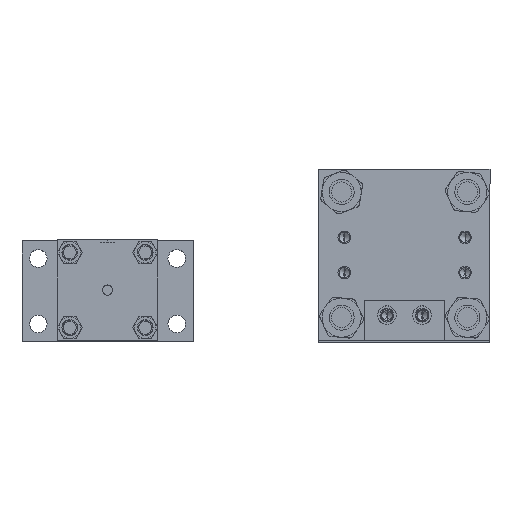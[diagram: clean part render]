
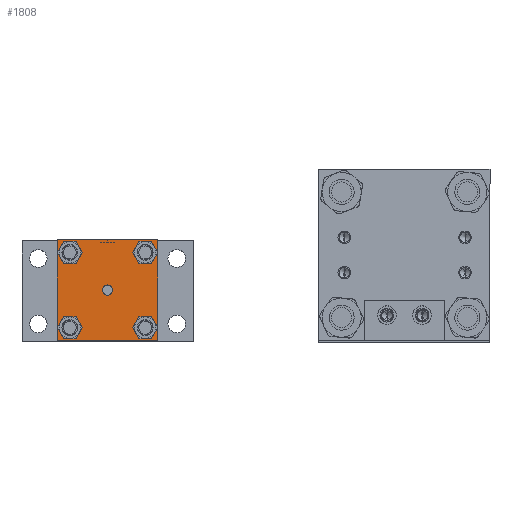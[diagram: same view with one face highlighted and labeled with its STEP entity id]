
A CAD part, top view. The second image highlights one B-rep face of the part: STEP entity #1808.
In plain terms, the highlighted planar face has unit normal (0, 0, 1).
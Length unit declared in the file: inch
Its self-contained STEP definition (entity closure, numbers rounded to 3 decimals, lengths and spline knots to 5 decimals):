
#134 = CARTESIAN_POINT ( 'NONE',  ( 5.15246, 9.26306, 0.5 ) ) ;
#390 = ORIENTED_EDGE ( 'NONE', *, *, #2071, .F. ) ;
#651 = ORIENTED_EDGE ( 'NONE', *, *, #4322, .T. ) ;
#842 = CARTESIAN_POINT ( 'NONE',  ( 4.96446, 7.39306, 0.5 ) ) ;
#863 = VECTOR ( 'NONE', #9356, 39.37008 ) ;
#876 = LINE ( 'NONE', #15443, #7702 ) ;
#963 = EDGE_LOOP ( 'NONE', ( #13981, #1349 ) ) ;
#1116 = CARTESIAN_POINT ( 'NONE',  ( 5.15246, 7.39306, 0.5 ) ) ;
#1335 = EDGE_CURVE ( 'NONE', #10670, #3968, #7769, .T. ) ;
#1349 = ORIENTED_EDGE ( 'NONE', *, *, #1595, .F. ) ;
#1563 = ORIENTED_EDGE ( 'NONE', *, *, #9663, .F. ) ;
#1595 = EDGE_CURVE ( 'NONE', #7305, #9094, #7192, .T. ) ;
#1613 = LINE ( 'NONE', #1692, #6906 ) ;
#1692 = CARTESIAN_POINT ( 'NONE',  ( 5.89946, 7.07806, 0.5 ) ) ;
#1720 = CARTESIAN_POINT ( 'NONE',  ( 6.83446, 9.26306, 0.5 ) ) ;
#1751 = CARTESIAN_POINT ( 'NONE',  ( 7.14946, 7.07806, 0.5 ) ) ;
#1808 = ADVANCED_FACE ( 'NONE', ( #12350, #12920, #14812, #7950, #7579, #6827 ), #13692, .T. ) ;
#1863 = CARTESIAN_POINT ( 'NONE',  ( 4.77646, 7.39306, 0.5 ) ) ;
#1927 = AXIS2_PLACEMENT_3D ( 'NONE', #12775, #5511, #6708 ) ;
#2071 = EDGE_CURVE ( 'NONE', #14882, #10666, #7179, .T. ) ;
#2165 = CARTESIAN_POINT ( 'NONE',  ( 7.02246, 7.39306, 0.5 ) ) ;
#2354 = CARTESIAN_POINT ( 'NONE',  ( 5.77291, 8.32806, 0.5 ) ) ;
#2766 = ORIENTED_EDGE ( 'NONE', *, *, #13345, .F. ) ;
#2927 = EDGE_CURVE ( 'NONE', #9094, #7305, #14565, .T. ) ;
#3132 = DIRECTION ( 'NONE',  ( 0., 0., 1. ) ) ;
#3292 = CIRCLE ( 'NONE', #3830, 0.188 ) ;
#3374 = CARTESIAN_POINT ( 'NONE',  ( 5.89946, 9.57806, 0.5 ) ) ;
#3830 = AXIS2_PLACEMENT_3D ( 'NONE', #10737, #5906, #8464 ) ;
#3912 = LINE ( 'NONE', #3374, #863 ) ;
#3968 = VERTEX_POINT ( 'NONE', #6179 ) ;
#3971 = CARTESIAN_POINT ( 'NONE',  ( 6.83446, 9.26306, 0.5 ) ) ;
#4003 = DIRECTION ( 'NONE',  ( 1., 0., 0. ) ) ;
#4163 = AXIS2_PLACEMENT_3D ( 'NONE', #1720, #15025, #4003 ) ;
#4322 = EDGE_CURVE ( 'NONE', #11896, #4708, #876, .T. ) ;
#4437 = DIRECTION ( 'NONE',  ( 0., -1., 0. ) ) ;
#4466 = AXIS2_PLACEMENT_3D ( 'NONE', #7638, #15086, #12652 ) ;
#4498 = VERTEX_POINT ( 'NONE', #1751 ) ;
#4617 = ORIENTED_EDGE ( 'NONE', *, *, #1335, .F. ) ;
#4626 = CIRCLE ( 'NONE', #14921, 0.188 ) ;
#4686 = VERTEX_POINT ( 'NONE', #11754 ) ;
#4708 = VERTEX_POINT ( 'NONE', #12989 ) ;
#4879 = VERTEX_POINT ( 'NONE', #134 ) ;
#5160 = DIRECTION ( 'NONE',  ( 1., 0., 0. ) ) ;
#5273 = CARTESIAN_POINT ( 'NONE',  ( 7.14946, 9.57806, 0.5 ) ) ;
#5511 = DIRECTION ( 'NONE',  ( 0., 0., 1. ) ) ;
#5634 = DIRECTION ( 'NONE',  ( 0., 0., 1. ) ) ;
#5906 = DIRECTION ( 'NONE',  ( 0., 0., 1. ) ) ;
#6000 = ORIENTED_EDGE ( 'NONE', *, *, #12867, .F. ) ;
#6059 = DIRECTION ( 'NONE',  ( 0., 0., 1. ) ) ;
#6116 = EDGE_CURVE ( 'NONE', #14260, #4498, #13655, .T. ) ;
#6179 = CARTESIAN_POINT ( 'NONE',  ( 7.02246, 9.26306, 0.5 ) ) ;
#6392 = AXIS2_PLACEMENT_3D ( 'NONE', #9304, #8155, #12977 ) ;
#6425 = CARTESIAN_POINT ( 'NONE',  ( 6.64646, 7.39306, 0.5 ) ) ;
#6511 = CARTESIAN_POINT ( 'NONE',  ( 7.14946, 5.57249, 0.5 ) ) ;
#6708 = DIRECTION ( 'NONE',  ( 1., 0., 0. ) ) ;
#6827 = FACE_BOUND ( 'NONE', #15101, .T. ) ;
#6906 = VECTOR ( 'NONE', #14887, 39.37008 ) ;
#6917 = EDGE_CURVE ( 'NONE', #11896, #14260, #3912, .T. ) ;
#7031 = VERTEX_POINT ( 'NONE', #2354 ) ;
#7179 = CIRCLE ( 'NONE', #10476, 0.188 ) ;
#7187 = CARTESIAN_POINT ( 'NONE',  ( 4.64946, 9.57806, 0.5 ) ) ;
#7192 = CIRCLE ( 'NONE', #6392, 0.188 ) ;
#7246 = CIRCLE ( 'NONE', #4163, 0.188 ) ;
#7305 = VERTEX_POINT ( 'NONE', #6425 ) ;
#7579 = FACE_OUTER_BOUND ( 'NONE', #12453, .T. ) ;
#7610 = DIRECTION ( 'NONE',  ( 1., 0., 0. ) ) ;
#7638 = CARTESIAN_POINT ( 'NONE',  ( 4.96446, 9.26306, 0.5 ) ) ;
#7702 = VECTOR ( 'NONE', #4437, 39.37008 ) ;
#7708 = DIRECTION ( 'NONE',  ( 0., -1., 0. ) ) ;
#7719 = EDGE_CURVE ( 'NONE', #12081, #7031, #14772, .T. ) ;
#7769 = CIRCLE ( 'NONE', #8474, 0.188 ) ;
#7950 = FACE_BOUND ( 'NONE', #13508, .T. ) ;
#8098 = VECTOR ( 'NONE', #7708, 39.37008 ) ;
#8155 = DIRECTION ( 'NONE',  ( 0., 0., 1. ) ) ;
#8228 = CIRCLE ( 'NONE', #1927, 0.12655 ) ;
#8464 = DIRECTION ( 'NONE',  ( 1., 0., 0. ) ) ;
#8474 = AXIS2_PLACEMENT_3D ( 'NONE', #3971, #14102, #9312 ) ;
#8722 = DIRECTION ( 'NONE',  ( 0., 0., 1. ) ) ;
#8829 = CARTESIAN_POINT ( 'NONE',  ( 5.89946, 5.57249, 0.5 ) ) ;
#8897 = AXIS2_PLACEMENT_3D ( 'NONE', #15424, #5634, #11661 ) ;
#9094 = VERTEX_POINT ( 'NONE', #2165 ) ;
#9304 = CARTESIAN_POINT ( 'NONE',  ( 6.83446, 7.39306, 0.5 ) ) ;
#9312 = DIRECTION ( 'NONE',  ( 1., 0., 0. ) ) ;
#9356 = DIRECTION ( 'NONE',  ( 1., 0., 0. ) ) ;
#9643 = AXIS2_PLACEMENT_3D ( 'NONE', #8829, #8722, #7610 ) ;
#9663 = EDGE_CURVE ( 'NONE', #7031, #12081, #8228, .T. ) ;
#9826 = ORIENTED_EDGE ( 'NONE', *, *, #10446, .T. ) ;
#10011 = CARTESIAN_POINT ( 'NONE',  ( 6.02601, 8.32806, 0.5 ) ) ;
#10091 = CIRCLE ( 'NONE', #4466, 0.188 ) ;
#10446 = EDGE_CURVE ( 'NONE', #4708, #4498, #1613, .T. ) ;
#10476 = AXIS2_PLACEMENT_3D ( 'NONE', #842, #3132, #15260 ) ;
#10666 = VERTEX_POINT ( 'NONE', #1116 ) ;
#10670 = VERTEX_POINT ( 'NONE', #10979 ) ;
#10737 = CARTESIAN_POINT ( 'NONE',  ( 4.96446, 7.39306, 0.5 ) ) ;
#10979 = CARTESIAN_POINT ( 'NONE',  ( 6.64646, 9.26306, 0.5 ) ) ;
#11302 = EDGE_CURVE ( 'NONE', #4686, #4879, #4626, .T. ) ;
#11661 = DIRECTION ( 'NONE',  ( 1., 0., 0. ) ) ;
#11754 = CARTESIAN_POINT ( 'NONE',  ( 4.77646, 9.26306, 0.5 ) ) ;
#11896 = VERTEX_POINT ( 'NONE', #7187 ) ;
#12081 = VERTEX_POINT ( 'NONE', #10011 ) ;
#12259 = CARTESIAN_POINT ( 'NONE',  ( 6.83446, 7.39306, 0.5 ) ) ;
#12350 = FACE_BOUND ( 'NONE', #963, .T. ) ;
#12453 = EDGE_LOOP ( 'NONE', ( #13410, #651, #9826, #13096 ) ) ;
#12608 = EDGE_CURVE ( 'NONE', #10666, #14882, #3292, .T. ) ;
#12652 = DIRECTION ( 'NONE',  ( 1., 0., 0. ) ) ;
#12775 = CARTESIAN_POINT ( 'NONE',  ( 5.89946, 8.32806, 0.5 ) ) ;
#12867 = EDGE_CURVE ( 'NONE', #3968, #10670, #7246, .T. ) ;
#12920 = FACE_BOUND ( 'NONE', #15168, .T. ) ;
#12977 = DIRECTION ( 'NONE',  ( 1., 0., 0. ) ) ;
#12989 = CARTESIAN_POINT ( 'NONE',  ( 4.64946, 7.07806, 0.5 ) ) ;
#13096 = ORIENTED_EDGE ( 'NONE', *, *, #6116, .F. ) ;
#13329 = CARTESIAN_POINT ( 'NONE',  ( 4.96446, 9.26306, 0.5 ) ) ;
#13345 = EDGE_CURVE ( 'NONE', #4879, #4686, #10091, .T. ) ;
#13410 = ORIENTED_EDGE ( 'NONE', *, *, #6917, .F. ) ;
#13508 = EDGE_LOOP ( 'NONE', ( #14489, #390 ) ) ;
#13512 = EDGE_LOOP ( 'NONE', ( #2766, #15468 ) ) ;
#13594 = DIRECTION ( 'NONE',  ( 1., 0., 0. ) ) ;
#13655 = LINE ( 'NONE', #6511, #8098 ) ;
#13692 = PLANE ( 'NONE',  #9643 ) ;
#13981 = ORIENTED_EDGE ( 'NONE', *, *, #2927, .F. ) ;
#14102 = DIRECTION ( 'NONE',  ( 0., 0., 1. ) ) ;
#14260 = VERTEX_POINT ( 'NONE', #5273 ) ;
#14489 = ORIENTED_EDGE ( 'NONE', *, *, #12608, .F. ) ;
#14565 = CIRCLE ( 'NONE', #15546, 0.188 ) ;
#14595 = DIRECTION ( 'NONE',  ( 0., 0., 1. ) ) ;
#14772 = CIRCLE ( 'NONE', #8897, 0.12655 ) ;
#14812 = FACE_BOUND ( 'NONE', #13512, .T. ) ;
#14837 = ORIENTED_EDGE ( 'NONE', *, *, #7719, .F. ) ;
#14882 = VERTEX_POINT ( 'NONE', #1863 ) ;
#14887 = DIRECTION ( 'NONE',  ( 1., 0., 0. ) ) ;
#14921 = AXIS2_PLACEMENT_3D ( 'NONE', #13329, #6059, #13594 ) ;
#15025 = DIRECTION ( 'NONE',  ( 0., 0., 1. ) ) ;
#15086 = DIRECTION ( 'NONE',  ( 0., 0., 1. ) ) ;
#15101 = EDGE_LOOP ( 'NONE', ( #1563, #14837 ) ) ;
#15168 = EDGE_LOOP ( 'NONE', ( #6000, #4617 ) ) ;
#15260 = DIRECTION ( 'NONE',  ( 1., 0., 0. ) ) ;
#15424 = CARTESIAN_POINT ( 'NONE',  ( 5.89946, 8.32806, 0.5 ) ) ;
#15443 = CARTESIAN_POINT ( 'NONE',  ( 4.64946, 5.57249, 0.5 ) ) ;
#15468 = ORIENTED_EDGE ( 'NONE', *, *, #11302, .F. ) ;
#15546 = AXIS2_PLACEMENT_3D ( 'NONE', #12259, #14595, #5160 ) ;
